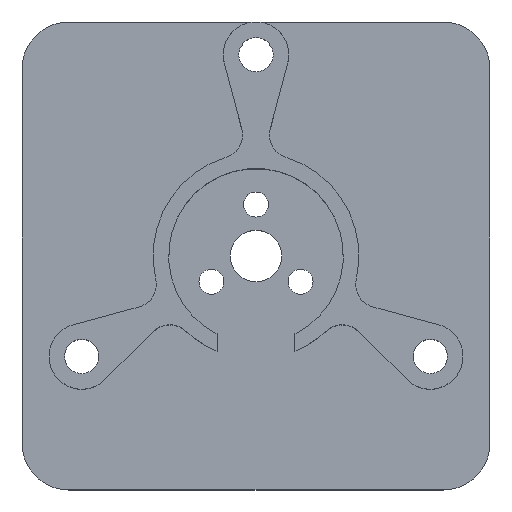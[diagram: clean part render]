
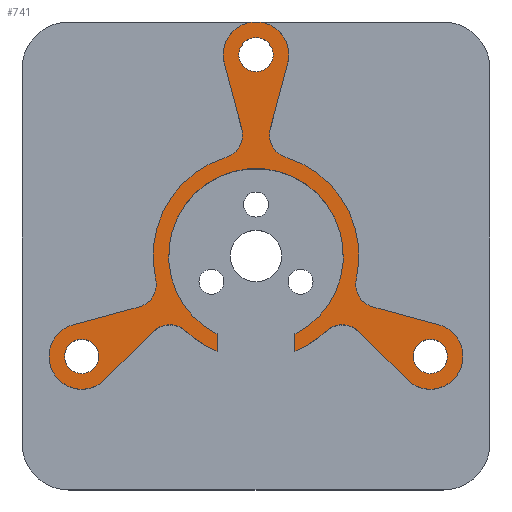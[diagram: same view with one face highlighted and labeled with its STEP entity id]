
A CAD part, top view. The second image highlights one B-rep face of the part: STEP entity #741.
In plain terms, the highlighted planar face has unit normal (0, 0, 1).
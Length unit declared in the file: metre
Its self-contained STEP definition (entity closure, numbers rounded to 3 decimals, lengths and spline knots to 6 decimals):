
#63=LINE('',#1246,#118);
#65=LINE('',#1250,#120);
#66=LINE('',#1256,#121);
#67=LINE('',#1260,#122);
#68=LINE('',#1265,#123);
#69=LINE('',#1269,#124);
#70=LINE('',#1274,#125);
#71=LINE('',#1278,#126);
#118=VECTOR('',#998,1.);
#120=VECTOR('',#1002,1.);
#121=VECTOR('',#1011,1.);
#122=VECTOR('',#1014,1.);
#123=VECTOR('',#1019,1.);
#124=VECTOR('',#1022,1.);
#125=VECTOR('',#1027,1.);
#126=VECTOR('',#1030,1.);
#234=ORIENTED_EDGE('',*,*,#396,.T.);
#235=ORIENTED_EDGE('',*,*,#427,.T.);
#236=ORIENTED_EDGE('',*,*,#428,.F.);
#237=ORIENTED_EDGE('',*,*,#429,.F.);
#238=ORIENTED_EDGE('',*,*,#430,.F.);
#239=ORIENTED_EDGE('',*,*,#431,.T.);
#240=ORIENTED_EDGE('',*,*,#402,.T.);
#241=ORIENTED_EDGE('',*,*,#432,.T.);
#242=ORIENTED_EDGE('',*,*,#433,.F.);
#243=ORIENTED_EDGE('',*,*,#434,.F.);
#244=ORIENTED_EDGE('',*,*,#435,.F.);
#245=ORIENTED_EDGE('',*,*,#436,.T.);
#246=ORIENTED_EDGE('',*,*,#399,.T.);
#247=ORIENTED_EDGE('',*,*,#437,.T.);
#248=ORIENTED_EDGE('',*,*,#438,.F.);
#249=ORIENTED_EDGE('',*,*,#439,.F.);
#250=ORIENTED_EDGE('',*,*,#440,.F.);
#251=ORIENTED_EDGE('',*,*,#441,.T.);
#252=ORIENTED_EDGE('',*,*,#408,.T.);
#253=ORIENTED_EDGE('',*,*,#423,.T.);
#254=ORIENTED_EDGE('',*,*,#426,.F.);
#255=ORIENTED_EDGE('',*,*,#425,.F.);
#256=ORIENTED_EDGE('',*,*,#442,.F.);
#257=ORIENTED_EDGE('',*,*,#443,.F.);
#258=ORIENTED_EDGE('',*,*,#444,.F.);
#396=EDGE_CURVE('',#501,#500,#563,.T.);
#399=EDGE_CURVE('',#503,#502,#564,.T.);
#402=EDGE_CURVE('',#505,#504,#565,.T.);
#408=EDGE_CURVE('',#510,#511,#570,.T.);
#423=EDGE_CURVE('',#511,#523,#63,.T.);
#425=EDGE_CURVE('',#501,#524,#65,.T.);
#426=EDGE_CURVE('',#524,#523,#578,.T.);
#427=EDGE_CURVE('',#500,#525,#579,.F.);
#428=EDGE_CURVE('',#526,#525,#66,.T.);
#429=EDGE_CURVE('',#527,#526,#580,.F.);
#430=EDGE_CURVE('',#528,#527,#67,.T.);
#431=EDGE_CURVE('',#528,#505,#581,.F.);
#432=EDGE_CURVE('',#504,#529,#582,.F.);
#433=EDGE_CURVE('',#530,#529,#68,.T.);
#434=EDGE_CURVE('',#531,#530,#583,.F.);
#435=EDGE_CURVE('',#532,#531,#69,.T.);
#436=EDGE_CURVE('',#532,#503,#584,.F.);
#437=EDGE_CURVE('',#502,#533,#585,.F.);
#438=EDGE_CURVE('',#534,#533,#70,.T.);
#439=EDGE_CURVE('',#535,#534,#586,.F.);
#440=EDGE_CURVE('',#536,#535,#71,.T.);
#441=EDGE_CURVE('',#536,#510,#587,.F.);
#442=EDGE_CURVE('',#537,#537,#588,.T.);
#443=EDGE_CURVE('',#538,#538,#589,.T.);
#444=EDGE_CURVE('',#539,#539,#590,.T.);
#500=VERTEX_POINT('',#1186);
#501=VERTEX_POINT('',#1188);
#502=VERTEX_POINT('',#1192);
#503=VERTEX_POINT('',#1194);
#504=VERTEX_POINT('',#1198);
#505=VERTEX_POINT('',#1200);
#510=VERTEX_POINT('',#1216);
#511=VERTEX_POINT('',#1217);
#523=VERTEX_POINT('',#1245);
#524=VERTEX_POINT('',#1249);
#525=VERTEX_POINT('',#1255);
#526=VERTEX_POINT('',#1257);
#527=VERTEX_POINT('',#1259);
#528=VERTEX_POINT('',#1261);
#529=VERTEX_POINT('',#1264);
#530=VERTEX_POINT('',#1266);
#531=VERTEX_POINT('',#1268);
#532=VERTEX_POINT('',#1270);
#533=VERTEX_POINT('',#1273);
#534=VERTEX_POINT('',#1275);
#535=VERTEX_POINT('',#1277);
#536=VERTEX_POINT('',#1279);
#537=VERTEX_POINT('',#1282);
#538=VERTEX_POINT('',#1284);
#539=VERTEX_POINT('',#1286);
#563=CIRCLE('',#806,0.0066);
#564=CIRCLE('',#808,0.0066);
#565=CIRCLE('',#810,0.0066);
#570=CIRCLE('',#820,0.0066);
#578=CIRCLE('',#832,0.0056);
#579=CIRCLE('',#834,0.0015);
#580=CIRCLE('',#835,0.0021);
#581=CIRCLE('',#836,0.0015);
#582=CIRCLE('',#837,0.0015);
#583=CIRCLE('',#838,0.0021);
#584=CIRCLE('',#839,0.0015);
#585=CIRCLE('',#840,0.0015);
#586=CIRCLE('',#841,0.0021);
#587=CIRCLE('',#842,0.0015);
#588=CIRCLE('',#843,0.0011);
#589=CIRCLE('',#844,0.0011);
#590=CIRCLE('',#845,0.0011);
#619=EDGE_LOOP('',(#234,#235,#236,#237,#238,#239,#240,#241,#242,#243,#244,
#245,#246,#247,#248,#249,#250,#251,#252,#253,#254,#255));
#620=EDGE_LOOP('',(#256));
#621=EDGE_LOOP('',(#257));
#622=EDGE_LOOP('',(#258));
#680=FACE_BOUND('',#619,.T.);
#681=FACE_BOUND('',#620,.T.);
#682=FACE_BOUND('',#621,.T.);
#683=FACE_BOUND('',#622,.T.);
#717=PLANE('',#833);
#741=ADVANCED_FACE('',(#680,#681,#682,#683),#717,.T.);
#806=AXIS2_PLACEMENT_3D('',#1187,#938,#939);
#808=AXIS2_PLACEMENT_3D('',#1193,#944,#945);
#810=AXIS2_PLACEMENT_3D('',#1199,#950,#951);
#820=AXIS2_PLACEMENT_3D('',#1215,#971,#972);
#832=AXIS2_PLACEMENT_3D('',#1252,#1005,#1006);
#833=AXIS2_PLACEMENT_3D('',#1253,#1007,#1008);
#834=AXIS2_PLACEMENT_3D('',#1254,#1009,#1010);
#835=AXIS2_PLACEMENT_3D('',#1258,#1012,#1013);
#836=AXIS2_PLACEMENT_3D('',#1262,#1015,#1016);
#837=AXIS2_PLACEMENT_3D('',#1263,#1017,#1018);
#838=AXIS2_PLACEMENT_3D('',#1267,#1020,#1021);
#839=AXIS2_PLACEMENT_3D('',#1271,#1023,#1024);
#840=AXIS2_PLACEMENT_3D('',#1272,#1025,#1026);
#841=AXIS2_PLACEMENT_3D('',#1276,#1028,#1029);
#842=AXIS2_PLACEMENT_3D('',#1280,#1031,#1032);
#843=AXIS2_PLACEMENT_3D('',#1281,#1033,#1034);
#844=AXIS2_PLACEMENT_3D('',#1283,#1035,#1036);
#845=AXIS2_PLACEMENT_3D('',#1285,#1037,#1038);
#938=DIRECTION('',(0.,0.,1.));
#939=DIRECTION('',(1.,0.,0.));
#944=DIRECTION('',(0.,0.,1.));
#945=DIRECTION('',(1.,0.,0.));
#950=DIRECTION('',(0.,0.,1.));
#951=DIRECTION('',(1.,0.,0.));
#971=DIRECTION('',(0.,0.,1.));
#972=DIRECTION('',(1.,0.,0.));
#998=DIRECTION('',(0.,1.,0.));
#1002=DIRECTION('',(0.,1.,0.));
#1005=DIRECTION('',(0.,0.,1.));
#1006=DIRECTION('',(1.,0.,0.));
#1007=DIRECTION('',(0.,0.,1.));
#1008=DIRECTION('',(1.,0.,0.));
#1009=DIRECTION('',(0.,0.,1.));
#1010=DIRECTION('',(1.,0.,0.));
#1011=DIRECTION('',(-0.709,0.705,0.));
#1012=DIRECTION('',(0.,0.,1.));
#1013=DIRECTION('',(1.,0.,0.));
#1014=DIRECTION('',(0.965,-0.262,0.));
#1015=DIRECTION('',(0.,0.,1.));
#1016=DIRECTION('',(1.,0.,0.));
#1017=DIRECTION('',(0.,0.,1.));
#1018=DIRECTION('',(1.,0.,0.));
#1019=DIRECTION('',(-0.256,-0.967,0.));
#1020=DIRECTION('',(0.,0.,1.));
#1021=DIRECTION('',(1.,0.,0.));
#1022=DIRECTION('',(-0.256,0.967,0.));
#1023=DIRECTION('',(0.,0.,1.));
#1024=DIRECTION('',(1.,0.,0.));
#1025=DIRECTION('',(0.,0.,1.));
#1026=DIRECTION('',(1.,0.,0.));
#1027=DIRECTION('',(0.965,0.262,0.));
#1028=DIRECTION('',(0.,0.,1.));
#1029=DIRECTION('',(1.,0.,0.));
#1030=DIRECTION('',(-0.709,-0.705,0.));
#1031=DIRECTION('',(0.,0.,1.));
#1032=DIRECTION('',(1.,0.,0.));
#1033=DIRECTION('',(0.,0.,1.));
#1034=DIRECTION('',(1.,0.,0.));
#1035=DIRECTION('',(0.,0.,1.));
#1036=DIRECTION('',(1.,0.,0.));
#1037=DIRECTION('',(0.,0.,1.));
#1038=DIRECTION('',(1.,0.,0.));
#1186=CARTESIAN_POINT('',(0.004506,-0.004822,0.0087));
#1187=CARTESIAN_POINT('',(0.,0.,0.0087));
#1188=CARTESIAN_POINT('',(0.0025,-0.006108,0.0087));
#1192=CARTESIAN_POINT('',(-0.006429,-0.001491,0.0087));
#1193=CARTESIAN_POINT('',(0.,0.,0.0087));
#1194=CARTESIAN_POINT('',(-0.001923,0.006314,0.0087));
#1198=CARTESIAN_POINT('',(0.001923,0.006314,0.0087));
#1199=CARTESIAN_POINT('',(0.,0.,0.0087));
#1200=CARTESIAN_POINT('',(0.006429,-0.001491,0.0087));
#1215=CARTESIAN_POINT('',(0.,0.,0.0087));
#1216=CARTESIAN_POINT('',(-0.004506,-0.004822,0.0087));
#1217=CARTESIAN_POINT('',(-0.0025,-0.006108,0.0087));
#1245=CARTESIAN_POINT('',(-0.0025,-0.005011,0.0087));
#1246=CARTESIAN_POINT('',(-0.0025,-0.00556,0.0087));
#1249=CARTESIAN_POINT('',(0.0025,-0.005011,0.0087));
#1250=CARTESIAN_POINT('',(0.0025,-0.00556,0.0087));
#1252=CARTESIAN_POINT('',(0.,0.,0.0087));
#1253=CARTESIAN_POINT('',(0.,0.,0.0087));
#1254=CARTESIAN_POINT('',(0.00553,-0.005919,0.0087));
#1255=CARTESIAN_POINT('',(0.006587,-0.004855,0.0087));
#1256=CARTESIAN_POINT('',(0.00757,-0.005832,0.0087));
#1257=CARTESIAN_POINT('',(0.009691,-0.007939,0.0087));
#1258=CARTESIAN_POINT('',(0.011172,-0.00645,0.0087));
#1259=CARTESIAN_POINT('',(0.011721,-0.004423,0.0087));
#1260=CARTESIAN_POINT('',(0.008835,-0.00364,0.0087));
#1261=CARTESIAN_POINT('',(0.007498,-0.003278,0.0087));
#1262=CARTESIAN_POINT('',(0.007891,-0.00183,0.0087));
#1263=CARTESIAN_POINT('',(0.002361,0.007748,0.0087));
#1264=CARTESIAN_POINT('',(0.000911,0.008132,0.0087));
#1265=CARTESIAN_POINT('',(0.001265,0.009472,0.0087));
#1266=CARTESIAN_POINT('',(0.00203,0.012363,0.0087));
#1267=CARTESIAN_POINT('',(0.,0.0129,0.0087));
#1268=CARTESIAN_POINT('',(-0.00203,0.012363,0.0087));
#1269=CARTESIAN_POINT('',(-0.001265,0.009472,0.0087));
#1270=CARTESIAN_POINT('',(-0.000911,0.008132,0.0087));
#1271=CARTESIAN_POINT('',(-0.002361,0.007748,0.0087));
#1272=CARTESIAN_POINT('',(-0.007891,-0.00183,0.0087));
#1273=CARTESIAN_POINT('',(-0.007498,-0.003278,0.0087));
#1274=CARTESIAN_POINT('',(-0.008835,-0.00364,0.0087));
#1275=CARTESIAN_POINT('',(-0.011721,-0.004423,0.0087));
#1276=CARTESIAN_POINT('',(-0.011172,-0.00645,0.0087));
#1277=CARTESIAN_POINT('',(-0.009691,-0.007939,0.0087));
#1278=CARTESIAN_POINT('',(-0.00757,-0.005832,0.0087));
#1279=CARTESIAN_POINT('',(-0.006587,-0.004855,0.0087));
#1280=CARTESIAN_POINT('',(-0.00553,-0.005919,0.0087));
#1281=CARTESIAN_POINT('',(0.,0.0129,0.0087));
#1282=CARTESIAN_POINT('',(0.0011,0.0129,0.0087));
#1283=CARTESIAN_POINT('',(-0.011172,-0.00645,0.0087));
#1284=CARTESIAN_POINT('',(-0.010072,-0.00645,0.0087));
#1285=CARTESIAN_POINT('',(0.011172,-0.00645,0.0087));
#1286=CARTESIAN_POINT('',(0.012272,-0.00645,0.0087));
